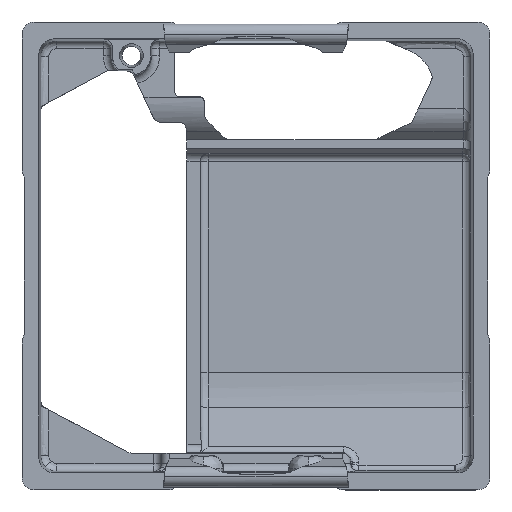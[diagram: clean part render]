
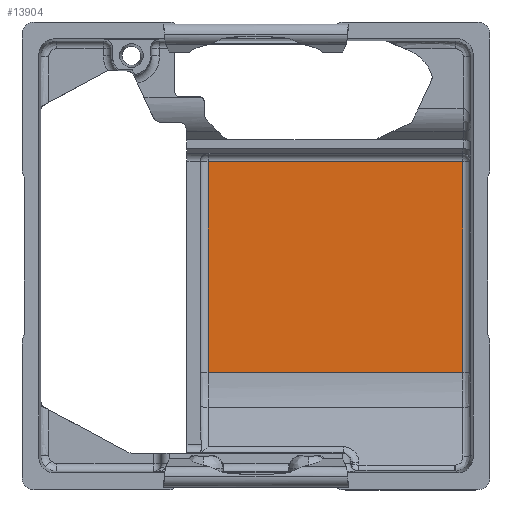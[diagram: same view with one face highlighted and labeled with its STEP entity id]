
A CAD part, top view. The second image highlights one B-rep face of the part: STEP entity #13904.
In plain terms, the highlighted planar face has unit normal (0, 0, 1).
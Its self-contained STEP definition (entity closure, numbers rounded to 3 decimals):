
#355 = CARTESIAN_POINT ( 'NONE',  ( -2.989, 7.283, -13.862 ) ) ;
#2103 = DIRECTION ( 'NONE',  ( 0., -1., 0. ) ) ;
#3213 = LINE ( 'NONE', #355, #7309 ) ;
#3586 = EDGE_CURVE ( 'NONE', #15895, #5618, #12110, .T. ) ;
#3935 = LINE ( 'NONE', #32853, #19625 ) ;
#5618 = VERTEX_POINT ( 'NONE', #25360 ) ;
#6101 = EDGE_CURVE ( 'NONE', #24804, #15895, #3935, .T. ) ;
#6120 = ORIENTED_EDGE ( 'NONE', *, *, #3586, .T. ) ;
#6616 = FACE_OUTER_BOUND ( 'NONE', #29623, .T. ) ;
#7309 = VECTOR ( 'NONE', #13482, 1000. ) ;
#9631 = CARTESIAN_POINT ( 'NONE',  ( 14.65, 7.283, -13.862 ) ) ;
#11277 = AXIS2_PLACEMENT_3D ( 'NONE', #9631, #17558, #2103 ) ;
#11655 = ORIENTED_EDGE ( 'NONE', *, *, #26301, .F. ) ;
#11778 = CARTESIAN_POINT ( 'NONE',  ( -2.989, -7.283, -13.862 ) ) ;
#12065 = EDGE_CURVE ( 'NONE', #5618, #31079, #3213, .T. ) ;
#12110 = LINE ( 'NONE', #32734, #26170 ) ;
#12186 = PLANE ( 'NONE',  #11277 ) ;
#12787 = CARTESIAN_POINT ( 'NONE',  ( 12.935, -7.283, -13.862 ) ) ;
#13482 = DIRECTION ( 'NONE',  ( 0., -1., 0. ) ) ;
#13904 = ADVANCED_FACE ( 'NONE', ( #6616 ), #12186, .T. ) ;
#15895 = VERTEX_POINT ( 'NONE', #18186 ) ;
#17246 = DIRECTION ( 'NONE',  ( 0., 1., 0. ) ) ;
#17558 = DIRECTION ( 'NONE',  ( 0., 0., 1. ) ) ;
#18186 = CARTESIAN_POINT ( 'NONE',  ( 12.935, 5.91, -13.862 ) ) ;
#18860 = DIRECTION ( 'NONE',  ( -1., 0., 0. ) ) ;
#19625 = VECTOR ( 'NONE', #17246, 1000. ) ;
#20348 = LINE ( 'NONE', #30646, #20752 ) ;
#20752 = VECTOR ( 'NONE', #29139, 1000. ) ;
#22121 = ORIENTED_EDGE ( 'NONE', *, *, #6101, .T. ) ;
#24804 = VERTEX_POINT ( 'NONE', #12787 ) ;
#25360 = CARTESIAN_POINT ( 'NONE',  ( -2.989, 5.91, -13.862 ) ) ;
#26170 = VECTOR ( 'NONE', #18860, 1000. ) ;
#26301 = EDGE_CURVE ( 'NONE', #24804, #31079, #20348, .T. ) ;
#29139 = DIRECTION ( 'NONE',  ( -1., 0., 0. ) ) ;
#29623 = EDGE_LOOP ( 'NONE', ( #6120, #29829, #11655, #22121 ) ) ;
#29829 = ORIENTED_EDGE ( 'NONE', *, *, #12065, .T. ) ;
#30646 = CARTESIAN_POINT ( 'NONE',  ( 14.65, -7.283, -13.862 ) ) ;
#31079 = VERTEX_POINT ( 'NONE', #11778 ) ;
#32734 = CARTESIAN_POINT ( 'NONE',  ( 14.65, 5.91, -13.862 ) ) ;
#32853 = CARTESIAN_POINT ( 'NONE',  ( 12.935, 7.283, -13.862 ) ) ;
